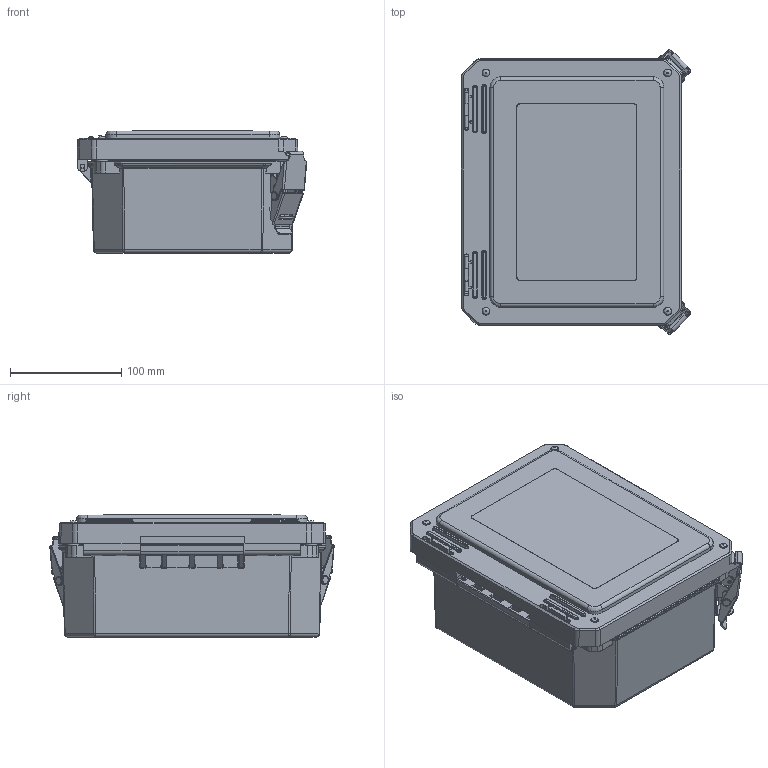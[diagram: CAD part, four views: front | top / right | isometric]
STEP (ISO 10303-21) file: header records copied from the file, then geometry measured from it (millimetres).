
FILE_DESCRIPTION(/* description */ (''),/* implementation_level */ '2;1');
FILE_NAME(/* name */ 'HW-80604CHQRW.stp',/* time_stamp */ '2016-08-25T13:07:50-05:00',/* author */ ('pmescher'),/* organization */ (''),/* preprocessor_version */ 'ST-DEVELOPER v16.5',/* originating_system */ 'Autodesk Inventor 2017',/* authorisation */ '');
FILE_SCHEMA (('AUTOMOTIVE_DESIGN { 1 0 10303 214 3 1 1 }'));
Products named in the file (16): DSW80604HPL_STP; DS080604BOX; BRASS INSERT-(; BRASS INSERT-(_1; BRASS INSERT-(_2; DSW080604CVR; GA806; BRASS INSERT-(_3; DS COVER  BUSH; RMHINGAT40006-02; DS080604A; LATCH -1 Assembly; AT40005; Part1; Part2; LATCH HINGE
Assembly tree (32 placements, depth 3):
  DSW80604HPL_STP
    DS080604BOX
    BRASS INSERT-(  x4
    BRASS INSERT-(_1  x4
    BRASS INSERT-(_2  x4
    DSW080604CVR
    GA806
    BRASS INSERT-(_3  x4
    DS COVER  BUSH  x4
    RMHINGAT40006-02  x2
    DS080604A
    LATCH -1 Assembly  x2
      AT40005
      Part1
      Part2
      LATCH HINGE
Bounding box: 205.93 x 255.15 x 109.53 mm (x, y, z)
Volume: 788830.1 mm3; surface area: 419604.4 mm2
Topology: 34 solids, 34 shells, 2175 faces, 5362 edges, 3196 vertices
Faces by surface type: cylinder 855, plane 772, bspline 354, torus 122, cone 48, sphere 24
Full cylindrical faces by diameter (mm): 3.429 x20, 3.48 x2, 3.81 x4, 3.861 x8, 3.962 x16, 5.3 x4, 5.563 x2, 5.766 x2, 6.248 x16, 6.401 x4, 6.426 x4, 7.62 x4, 7.938 x2, 9.525 x2, 11.049 x2
Entity records: 75671 total; most frequent: CARTESIAN_POINT 30317, DIRECTION 9592, ORIENTED_EDGE 9236, EDGE_CURVE 4618, AXIS2_PLACEMENT_3D 3690, VERTEX_POINT 2795, LINE 2212, VECTOR 2212
